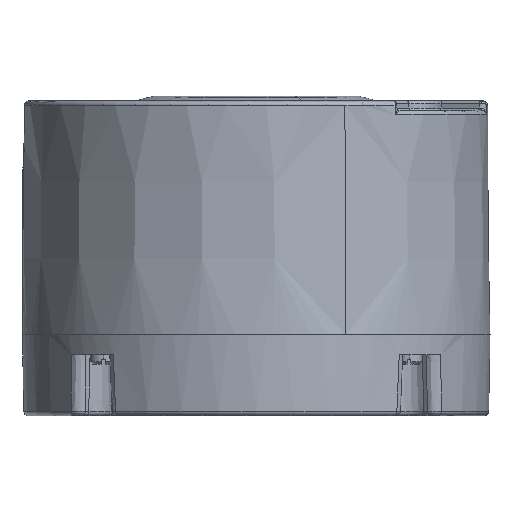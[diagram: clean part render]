
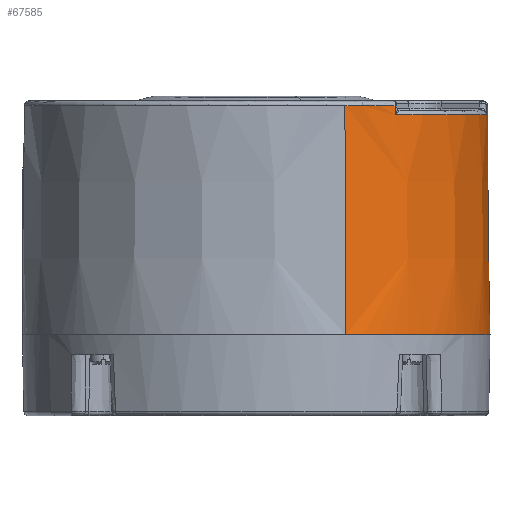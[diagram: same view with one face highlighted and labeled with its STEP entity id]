
A CAD part, front view. The second image highlights one B-rep face of the part: STEP entity #67585.
In plain terms, the highlighted conical face has half-angle 0.5 degrees and reference radius 49.531 mm.
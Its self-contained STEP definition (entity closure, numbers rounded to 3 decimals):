
#28273=CARTESIAN_POINT('',(29.62,-39.454,
-40.591));
#28382=CARTESIAN_POINT('',(29.542,-39.491,
-38.591));
#28449=CARTESIAN_POINT('',(0.,0.,-87.4));
#28450=DIRECTION('',(0.,0.,-1.));
#28451=DIRECTION('',(-0.383,0.924,0.));
#28452=AXIS2_PLACEMENT_3D('',#28449,#28450,#28451);
#28454=CARTESIAN_POINT('',(-15.09,47.4,-87.4));
#28455=CARTESIAN_POINT('',(-15.056,47.4,-86.239));
#28456=CARTESIAN_POINT('',(-14.989,47.4,-83.929));
#28457=CARTESIAN_POINT('',(-14.89,47.4,-80.495));
#28458=CARTESIAN_POINT('',(-14.824,47.4,-78.228));
#28459=CARTESIAN_POINT('',(-14.791,47.4,-77.1));
#28461=CARTESIAN_POINT('',(0.,0.,-77.1));
#28462=DIRECTION('',(0.,0.,-1.));
#28463=DIRECTION('',(-0.298,0.955,0.));
#28464=AXIS2_PLACEMENT_3D('',#28461,#28462,#28463);
#28466=CARTESIAN_POINT('',(14.791,47.4,-77.1));
#28467=CARTESIAN_POINT('',(14.824,47.4,-78.228));
#28468=CARTESIAN_POINT('',(14.89,47.4,-80.495));
#28469=CARTESIAN_POINT('',(14.989,47.4,-83.929));
#28470=CARTESIAN_POINT('',(15.056,47.4,-86.239));
#28471=CARTESIAN_POINT('',(15.09,47.4,-87.4));
#28473=CARTESIAN_POINT('',(0.,0.,-87.4));
#28474=DIRECTION('',(0.,0.,-1.));
#28475=DIRECTION('',(0.303,0.953,0.));
#28476=AXIS2_PLACEMENT_3D('',#28473,#28474,#28475);
#28478=DIRECTION('',(0.003,-0.008,-1.));
#28479=VECTOR('',#28478,48.811);
#28480=CARTESIAN_POINT('',(18.873,-45.564,
-38.591));
#28481=LINE('',#28480,#28479);
#28482=CARTESIAN_POINT('',(0.,0.,-38.591));
#28483=DIRECTION('',(0.,0.,1.));
#28484=DIRECTION('',(0.383,-0.924,0.));
#28485=AXIS2_PLACEMENT_3D('',#28482,#28483,#28484);
#28487=CARTESIAN_POINT('',(29.542,-39.491,
-38.591));
#28488=CARTESIAN_POINT('',(29.55,-39.487,
-38.813));
#28489=CARTESIAN_POINT('',(29.568,-39.479,
-39.258));
#28490=CARTESIAN_POINT('',(29.594,-39.466,
-39.924));
#28491=CARTESIAN_POINT('',(29.612,-39.458,
-40.369));
#28492=CARTESIAN_POINT('',(29.62,-39.454,
-40.591));
#28494=CARTESIAN_POINT('',(0.,0.,-40.591));
#28495=DIRECTION('',(0.,0.,1.));
#28496=DIRECTION('',(0.6,-0.8,0.));
#28497=AXIS2_PLACEMENT_3D('',#28494,#28495,#28496);
#28499=CARTESIAN_POINT('',(48.978,-5.925,
-40.591));
#28500=CARTESIAN_POINT('',(48.978,-5.915,
-40.369));
#28501=CARTESIAN_POINT('',(48.976,-5.896,
-39.924));
#28502=CARTESIAN_POINT('',(48.974,-5.867,
-39.258));
#28503=CARTESIAN_POINT('',(48.972,-5.848,
-38.813));
#28504=CARTESIAN_POINT('',(48.971,-5.838,
-38.591));
#28506=CARTESIAN_POINT('',(0.,0.,-38.591));
#28507=DIRECTION('',(0.,0.,1.));
#28508=DIRECTION('',(0.993,-0.118,0.));
#28509=AXIS2_PLACEMENT_3D('',#28506,#28507,#28508);
#28511=DIRECTION('',(-0.003,0.008,-1.));
#28512=VECTOR('',#28511,48.811);
#28513=CARTESIAN_POINT('',(-18.873,45.564,
-38.591));
#28514=LINE('',#28513,#28512);
#28585=CARTESIAN_POINT('',(48.978,-5.925,
-40.591));
#28829=CARTESIAN_POINT('',(48.971,-5.838,
-38.591));
#50990=CARTESIAN_POINT('',(-18.873,45.564,
-38.591));
#50991=CARTESIAN_POINT('',(18.873,-45.564,
-38.591));
#50992=VERTEX_POINT('',#50990);
#50993=VERTEX_POINT('',#50991);
#50995=VERTEX_POINT('',#28273);
#51021=VERTEX_POINT('',#28585);
#51023=VERTEX_POINT('',#28382);
#51049=VERTEX_POINT('',#28829);
#51700=CARTESIAN_POINT('',(-14.791,47.4,-77.1));
#51701=CARTESIAN_POINT('',(14.791,47.4,-77.1));
#51702=VERTEX_POINT('',#51700);
#51703=VERTEX_POINT('',#51701);
#52797=CARTESIAN_POINT('',(19.036,-45.957,
-87.4));
#52798=CARTESIAN_POINT('',(-19.036,45.957,
-87.4));
#52799=VERTEX_POINT('',#52797);
#52800=VERTEX_POINT('',#52798);
#52801=CARTESIAN_POINT('',(-15.09,47.4,-87.4));
#52802=VERTEX_POINT('',#52801);
#52803=CARTESIAN_POINT('',(15.09,47.4,-87.4));
#52804=VERTEX_POINT('',#52803);
#67561=CARTESIAN_POINT('',(0.,0.,-62.996));
#67562=DIRECTION('',(0.,0.,-1.));
#67563=DIRECTION('',(0.383,-0.924,0.));
#67564=AXIS2_PLACEMENT_3D('',#67561,#67562,#67563);
#67565=CONICAL_SURFACE('',#67564,49.531,0.5);
#67566=ORIENTED_EDGE('',*,*,#57069,.T.);
#67568=ORIENTED_EDGE('',*,*,#67567,.T.);
#67570=ORIENTED_EDGE('',*,*,#67569,.T.);
#67572=ORIENTED_EDGE('',*,*,#67571,.T.);
#67573=ORIENTED_EDGE('',*,*,#57065,.T.);
#67574=ORIENTED_EDGE('',*,*,#57023,.F.);
#67575=ORIENTED_EDGE('',*,*,#67550,.T.);
#67576=ORIENTED_EDGE('',*,*,#67491,.T.);
#67578=ORIENTED_EDGE('',*,*,#67577,.T.);
#67580=ORIENTED_EDGE('',*,*,#67579,.T.);
#67581=ORIENTED_EDGE('',*,*,#67553,.T.);
#67582=ORIENTED_EDGE('',*,*,#57019,.T.);
#67583=EDGE_LOOP('',(#67566,#67568,#67570,#67572,#67573,#67574,#67575,#67576,
#67578,#67580,#67581,#67582));
#67584=FACE_OUTER_BOUND('',#67583,.F.);
#28453=CIRCLE('',#28452,49.744);
#28460=B_SPLINE_CURVE_WITH_KNOTS('',3,(#28454,#28455,#28456,#28457,#28458,
#28459),.UNSPECIFIED.,.F.,.F.,(4,1,1,4),(0.,0.333,
0.667,1.),.UNSPECIFIED.);
#28465=CIRCLE('',#28464,49.654);
#28472=B_SPLINE_CURVE_WITH_KNOTS('',3,(#28466,#28467,#28468,#28469,#28470,
#28471),.UNSPECIFIED.,.F.,.F.,(4,1,1,4),(0.,0.333,
0.667,1.),.UNSPECIFIED.);
#28477=CIRCLE('',#28476,49.744);
#28486=CIRCLE('',#28485,49.318);
#28493=B_SPLINE_CURVE_WITH_KNOTS('',3,(#28487,#28488,#28489,#28490,#28491,
#28492),.UNSPECIFIED.,.F.,.F.,(4,1,1,4),(0.,0.333,
0.667,1.),.UNSPECIFIED.);
#28498=CIRCLE('',#28497,49.335);
#28505=B_SPLINE_CURVE_WITH_KNOTS('',3,(#28499,#28500,#28501,#28502,#28503,
#28504),.UNSPECIFIED.,.F.,.F.,(4,1,1,4),(0.,0.333,
0.667,1.),.UNSPECIFIED.);
#28510=CIRCLE('',#28509,49.318);
#57019=EDGE_CURVE('',#50992,#52800,#28514,.T.);
#57023=EDGE_CURVE('',#50993,#52799,#28481,.T.);
#57065=EDGE_CURVE('',#52804,#52799,#28477,.T.);
#57069=EDGE_CURVE('',#52800,#52802,#28453,.T.);
#67491=EDGE_CURVE('',#51023,#50995,#28493,.T.);
#67550=EDGE_CURVE('',#50993,#51023,#28486,.T.);
#67553=EDGE_CURVE('',#51049,#50992,#28510,.T.);
#67567=EDGE_CURVE('',#52802,#51702,#28460,.T.);
#67569=EDGE_CURVE('',#51702,#51703,#28465,.T.);
#67571=EDGE_CURVE('',#51703,#52804,#28472,.T.);
#67577=EDGE_CURVE('',#50995,#51021,#28498,.T.);
#67579=EDGE_CURVE('',#51021,#51049,#28505,.T.);
#67585=ADVANCED_FACE('',(#67584),#67565,.T.);
